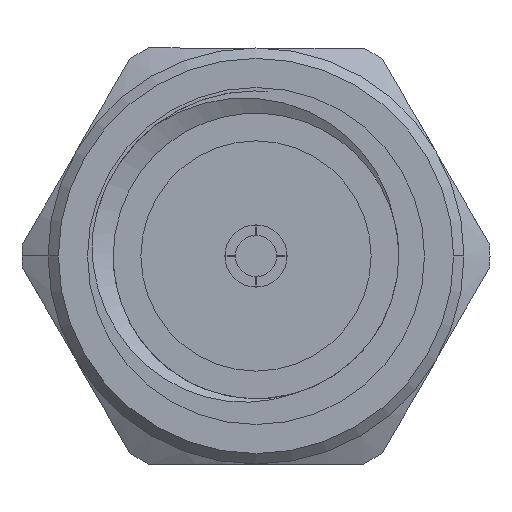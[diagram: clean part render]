
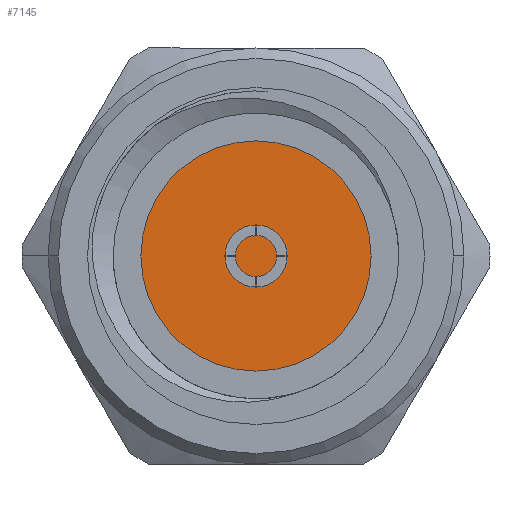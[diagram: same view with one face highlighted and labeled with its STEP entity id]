
A CAD part, front view. The second image highlights one B-rep face of the part: STEP entity #7145.
In plain terms, the highlighted face is planar.
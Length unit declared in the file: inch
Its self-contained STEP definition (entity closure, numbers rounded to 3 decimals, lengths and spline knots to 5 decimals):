
#1002 = DIRECTION ( 'NONE',  ( 0., 0., 1. ) ) ;
#1198 = ORIENTED_EDGE ( 'NONE', *, *, #26345, .F. ) ;
#1359 = AXIS2_PLACEMENT_3D ( 'NONE', #33060, #30070, #2698 ) ;
#2455 = ORIENTED_EDGE ( 'NONE', *, *, #7997, .F. ) ;
#2698 = DIRECTION ( 'NONE',  ( 0., 0., 1. ) ) ;
#2999 = DIRECTION ( 'NONE',  ( 0., 0., 1. ) ) ;
#5805 = CARTESIAN_POINT ( 'NONE',  ( -0.19571, 0., 0. ) ) ;
#7145 = ADVANCED_FACE ( 'NONE', ( #9110 ), #17881, .T. ) ;
#7997 = EDGE_CURVE ( 'NONE', #34521, #10086, #25748, .T. ) ;
#9110 = FACE_OUTER_BOUND ( 'NONE', #29387, .T. ) ;
#9607 = DIRECTION ( 'NONE',  ( 1., 0., 0. ) ) ;
#10086 = VERTEX_POINT ( 'NONE', #23633 ) ;
#17881 = PLANE ( 'NONE',  #1359 ) ;
#18112 = AXIS2_PLACEMENT_3D ( 'NONE', #34559, #9607, #1002 ) ;
#18189 = DIRECTION ( 'NONE',  ( 1., 0., 0. ) ) ;
#19896 = AXIS2_PLACEMENT_3D ( 'NONE', #5805, #18189, #2999 ) ;
#23633 = CARTESIAN_POINT ( 'NONE',  ( -0.19571, 0., -0.12638 ) ) ;
#25748 = CIRCLE ( 'NONE', #18112, 0.12638 ) ;
#26345 = EDGE_CURVE ( 'NONE', #10086, #34521, #37117, .T. ) ;
#29387 = EDGE_LOOP ( 'NONE', ( #2455, #1198 ) ) ;
#30070 = DIRECTION ( 'NONE',  ( -1., 0., 0. ) ) ;
#33060 = CARTESIAN_POINT ( 'NONE',  ( -0.19571, 0., 0.07953 ) ) ;
#33612 = CARTESIAN_POINT ( 'NONE',  ( -0.19571, 0., 0.12638 ) ) ;
#34521 = VERTEX_POINT ( 'NONE', #33612 ) ;
#34559 = CARTESIAN_POINT ( 'NONE',  ( -0.19571, 0., 0. ) ) ;
#37117 = CIRCLE ( 'NONE', #19896, 0.12638 ) ;
